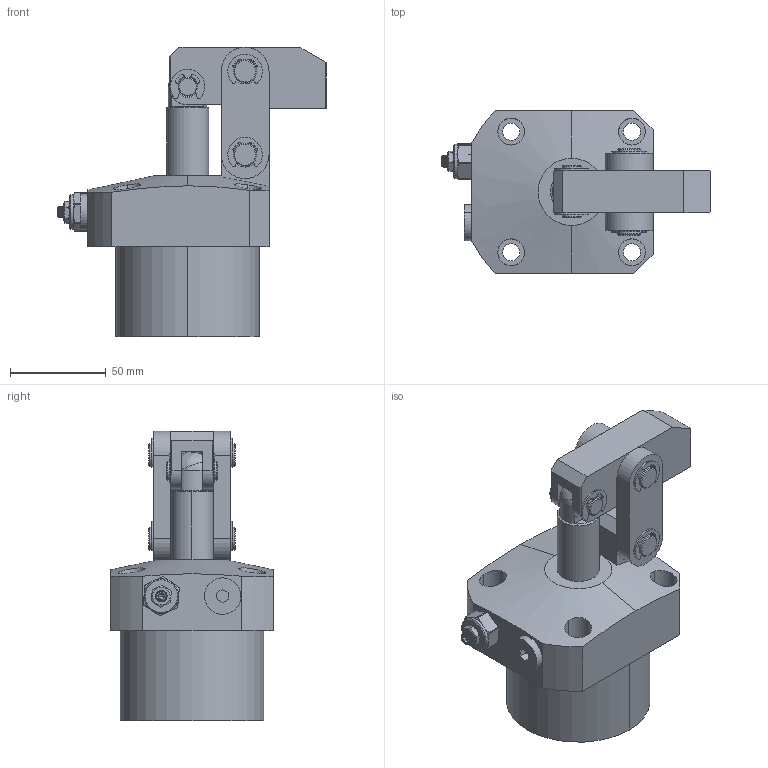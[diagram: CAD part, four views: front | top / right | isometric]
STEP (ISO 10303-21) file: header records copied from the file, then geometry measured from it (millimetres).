
FILE_DESCRIPTION (( 'STEP AP214' ), '1' );
FILE_NAME ('CLKA-075C杠杆油压缸三维图.STEP', '2020-11-12T08:16:27', ( 'PC' ), ( '' ), 'SwSTEP 2.0', 'SolidWorks 2016', '' );
FILE_SCHEMA (( 'AUTOMOTIVE_DESIGN' ));
Length unit declared in the file: millimetre
Products named in the file (10): CZL20覃厒概; 囀鞠褒黑芛郔陔1-4; 075活塞杆; 揤旋; 种粣2; 种粣1; 蟀裝; 縐銅; CLKA-075C杠杆油压缸三维图; 075G掛极
Assembly tree (16 placements, depth 2):
  CLKA-075C杠杆油压缸三维图
    縐銅  x6
    蟀裝  x2
    种粣1
    种粣2  x2
    揤旋
    075活塞杆
    囀鞠褒黑芛郔陔1-4
    CZL20覃厒概
    075G掛极
Bounding box: 140.4 x 85 x 151 mm (x, y, z)
Volume: 451159.1 mm3; surface area: 106634.5 mm2
Topology: 16 solids, 19 shells, 469 faces, 1166 edges, 757 vertices
Faces by surface type: cylinder 230, plane 163, cone 67, bspline 9
Entity records: 13197 total; most frequent: CARTESIAN_POINT 5320, DIRECTION 1552, ORIENTED_EDGE 1541, EDGE_CURVE 782, AXIS2_PLACEMENT_3D 598, VERTEX_POINT 505, EDGE_LOOP 375, LINE 356
